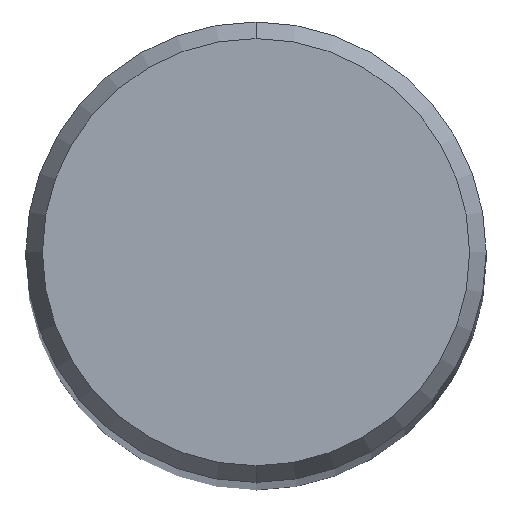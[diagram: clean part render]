
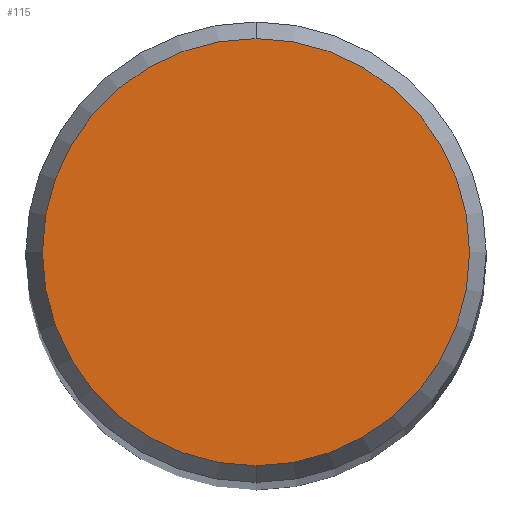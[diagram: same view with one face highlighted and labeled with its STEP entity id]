
A CAD part, top view. The second image highlights one B-rep face of the part: STEP entity #115.
In plain terms, the highlighted planar face has unit normal (0, 0, 1).
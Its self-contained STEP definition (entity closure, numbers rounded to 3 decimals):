
#97=EDGE_CURVE('',#183,#101,#230,.T.);
#101=VERTEX_POINT('',#234);
#115=ADVANCED_FACE('',(#253),#254,.T.);
#181=EDGE_CURVE('',#101,#183,#326,.T.);
#183=VERTEX_POINT('',#328);
#230=CIRCLE('',#371,2.946);
#234=CARTESIAN_POINT('',(0.,-2.946,0.0));
#253=FACE_OUTER_BOUND('',#398,.T.);
#254=PLANE('',#399);
#326=CIRCLE('',#492,2.946);
#328=CARTESIAN_POINT('',(0.0,2.946,0.0));
#371=AXIS2_PLACEMENT_3D('',#541,#542,#543);
#398=EDGE_LOOP('',(#584,#585));
#399=AXIS2_PLACEMENT_3D('',#586,#587,#588);
#492=AXIS2_PLACEMENT_3D('',#658,#659,#660);
#541=CARTESIAN_POINT('',(0.0,0.0,0.0));
#542=DIRECTION('',(0.0,0.0,-1.0));
#543=DIRECTION('',(0.0,1.0,0.0));
#584=ORIENTED_EDGE('',*,*,#97,.F.);
#585=ORIENTED_EDGE('',*,*,#181,.F.);
#586=CARTESIAN_POINT('',(0.0,1.473,0.0));
#587=DIRECTION('',(-0.0,0.0,1.0));
#588=DIRECTION('',(0.0,-1.0,0.0));
#658=CARTESIAN_POINT('',(0.0,0.0,0.0));
#659=DIRECTION('',(0.0,0.0,-1.0));
#660=DIRECTION('',(0.0,1.0,0.0));
